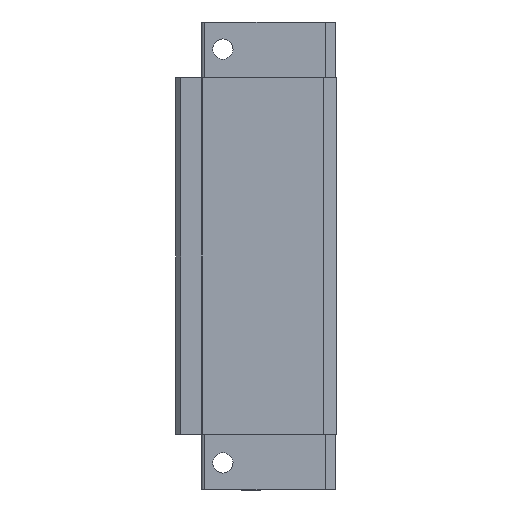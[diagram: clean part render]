
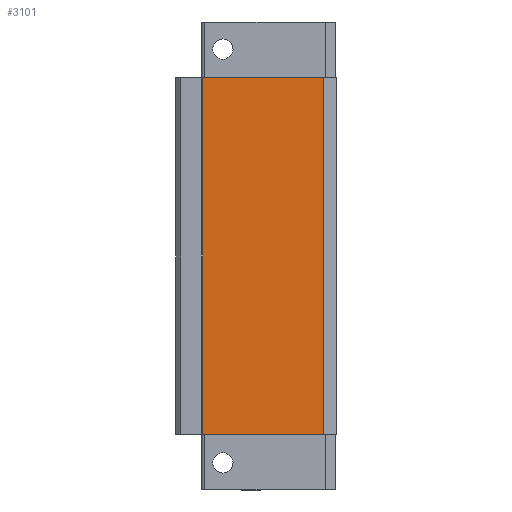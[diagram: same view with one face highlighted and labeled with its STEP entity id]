
A CAD part, left-side view. The second image highlights one B-rep face of the part: STEP entity #3101.
In plain terms, the highlighted planar face has unit normal (-1, 0, 0).
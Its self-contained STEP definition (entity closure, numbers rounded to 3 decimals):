
#51 = CARTESIAN_POINT ( 'NONE',  ( -34.6, 0., -52.75 ) ) ;
#58 = DIRECTION ( 'NONE',  ( 0., -1., 0. ) ) ;
#61 = CARTESIAN_POINT ( 'NONE',  ( -34.6, -43.8, 63.3 ) ) ;
#62 = DIRECTION ( 'NONE',  ( 0., 0., 1. ) ) ;
#66 = CARTESIAN_POINT ( 'NONE',  ( -34.6, 0., 52.75 ) ) ;
#67 = DIRECTION ( 'NONE',  ( 0., -1., 0. ) ) ;
#437 = LINE ( 'NONE', #9813, #438 ) ;
#438 = VECTOR ( 'NONE', #9814, 1000. ) ;
#496 = LINE ( 'NONE', #51, #511 ) ;
#506 = LINE ( 'NONE', #66, #517 ) ;
#511 = VECTOR ( 'NONE', #58, 1000. ) ;
#514 = LINE ( 'NONE', #61, #515 ) ;
#515 = VECTOR ( 'NONE', #62, 1000. ) ;
#517 = VECTOR ( 'NONE', #67, 1000. ) ;
#895 = VERTEX_POINT ( 'NONE', #1339 ) ;
#897 = VERTEX_POINT ( 'NONE', #1341 ) ;
#916 = VERTEX_POINT ( 'NONE', #1360 ) ;
#919 = VERTEX_POINT ( 'NONE', #1363 ) ;
#1339 = CARTESIAN_POINT ( 'NONE',  ( -34.6, -8., 52.75 ) ) ;
#1341 = CARTESIAN_POINT ( 'NONE',  ( -34.6, -8., -52.75 ) ) ;
#1360 = CARTESIAN_POINT ( 'NONE',  ( -34.6, -43.8, 52.75 ) ) ;
#1363 = CARTESIAN_POINT ( 'NONE',  ( -34.6, -43.8, -52.75 ) ) ;
#2300 = EDGE_LOOP ( 'NONE', ( #4649, #4650, #4651, #4652 ) ) ;
#3101 = ADVANCED_FACE ( 'NONE', ( #7129 ), #7867, .F. ) ;
#4339 = EDGE_CURVE ( 'NONE', #897, #895, #437, .T. ) ;
#4376 = EDGE_CURVE ( 'NONE', #897, #919, #496, .T. ) ;
#4378 = EDGE_CURVE ( 'NONE', #919, #916, #514, .T. ) ;
#4380 = EDGE_CURVE ( 'NONE', #895, #916, #506, .T. ) ;
#4649 = ORIENTED_EDGE ( 'NONE', *, *, #4380, .F. ) ;
#4650 = ORIENTED_EDGE ( 'NONE', *, *, #4339, .F. ) ;
#4651 = ORIENTED_EDGE ( 'NONE', *, *, #4376, .T. ) ;
#4652 = ORIENTED_EDGE ( 'NONE', *, *, #4378, .T. ) ;
#7129 = FACE_OUTER_BOUND ( 'NONE', #2300, .T. ) ;
#7867 = PLANE ( 'NONE',  #8484 ) ;
#7870 = CARTESIAN_POINT ( 'NONE',  ( -34.6, -43.8, 63.3 ) ) ;
#7876 = DIRECTION ( 'NONE',  ( 1., 0., 0. ) ) ;
#7877 = DIRECTION ( 'NONE',  ( 0., 0., -1. ) ) ;
#8484 = AXIS2_PLACEMENT_3D ( 'NONE', #7870, #7876, #7877 ) ;
#9813 = CARTESIAN_POINT ( 'NONE',  ( -34.6, -8., 63.3 ) ) ;
#9814 = DIRECTION ( 'NONE',  ( 0., 0., 1. ) ) ;
